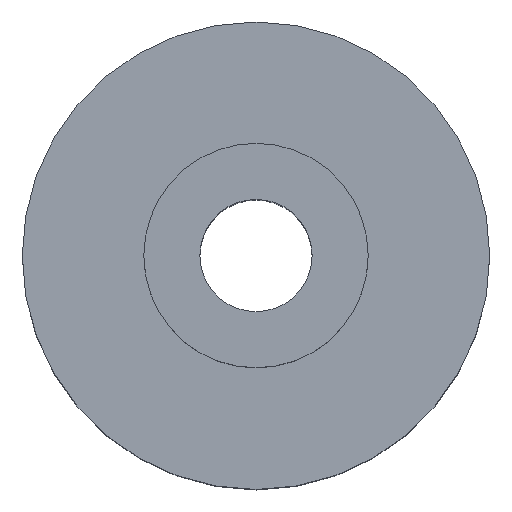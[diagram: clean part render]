
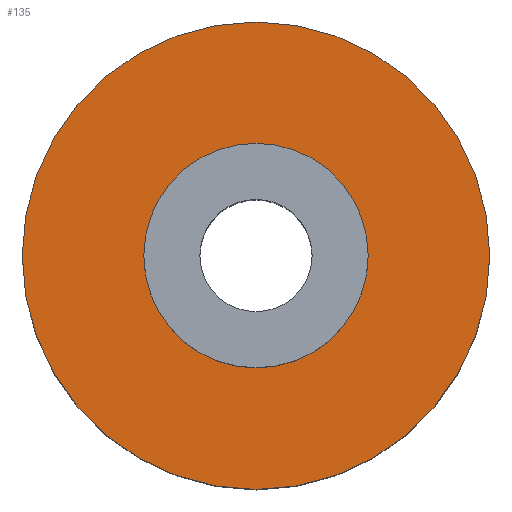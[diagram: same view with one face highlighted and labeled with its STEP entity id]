
A CAD part, top view. The second image highlights one B-rep face of the part: STEP entity #135.
In plain terms, the highlighted planar face has unit normal (0, 0, 1).
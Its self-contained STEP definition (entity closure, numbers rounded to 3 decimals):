
#73 = CYLINDRICAL_SURFACE('',#74,12.5);
#74 = AXIS2_PLACEMENT_3D('',#75,#76,#77);
#75 = CARTESIAN_POINT('',(0.,0.,0.));
#76 = DIRECTION('',(0.,0.,1.));
#77 = DIRECTION('',(1.,0.,0.));
#89 = VERTEX_POINT('',#90);
#90 = CARTESIAN_POINT('',(12.5,0.,15.));
#109 = EDGE_CURVE('',#89,#89,#110,.T.);
#110 = SURFACE_CURVE('',#111,(#116,#122),.PCURVE_S1.);
#111 = CIRCLE('',#112,12.5);
#112 = AXIS2_PLACEMENT_3D('',#113,#114,#115);
#113 = CARTESIAN_POINT('',(0.,0.,15.));
#114 = DIRECTION('',(0.,0.,-1.));
#115 = DIRECTION('',(1.,0.,0.));
#116 = PCURVE('',#73,#117);
#117 = DEFINITIONAL_REPRESENTATION('',(#118),#121);
#118 = B_SPLINE_CURVE_WITH_KNOTS('',1,(#119,#120),.UNSPECIFIED.,.F.,.F.,
  (2,2),(0.,6.283),.PIECEWISE_BEZIER_KNOTS.);
#119 = CARTESIAN_POINT('',(0.,15.));
#120 = CARTESIAN_POINT('',(-6.283,15.));
#121 = ( GEOMETRIC_REPRESENTATION_CONTEXT(2) 
PARAMETRIC_REPRESENTATION_CONTEXT() REPRESENTATION_CONTEXT('2D SPACE',''
  ) );
#122 = PCURVE('',#123,#128);
#123 = PLANE('',#124);
#124 = AXIS2_PLACEMENT_3D('',#125,#126,#127);
#125 = CARTESIAN_POINT('',(0.,0.,15.));
#126 = DIRECTION('',(0.,0.,-1.));
#127 = DIRECTION('',(1.,0.,0.));
#128 = DEFINITIONAL_REPRESENTATION('',(#129),#133);
#129 = CIRCLE('',#130,12.5);
#130 = AXIS2_PLACEMENT_2D('',#131,#132);
#131 = CARTESIAN_POINT('',(0.,0.));
#132 = DIRECTION('',(1.,0.));
#133 = ( GEOMETRIC_REPRESENTATION_CONTEXT(2) 
PARAMETRIC_REPRESENTATION_CONTEXT() REPRESENTATION_CONTEXT('2D SPACE',''
  ) );
#135 = ADVANCED_FACE('',(#136,#139),#123,.F.);
#136 = FACE_BOUND('',#137,.F.);
#137 = EDGE_LOOP('',(#138));
#138 = ORIENTED_EDGE('',*,*,#109,.T.);
#139 = FACE_BOUND('',#140,.F.);
#140 = EDGE_LOOP('',(#141));
#141 = ORIENTED_EDGE('',*,*,#142,.F.);
#142 = EDGE_CURVE('',#143,#143,#145,.T.);
#143 = VERTEX_POINT('',#144);
#144 = CARTESIAN_POINT('',(6.,0.,15.));
#145 = SURFACE_CURVE('',#146,(#151,#158),.PCURVE_S1.);
#146 = CIRCLE('',#147,6.);
#147 = AXIS2_PLACEMENT_3D('',#148,#149,#150);
#148 = CARTESIAN_POINT('',(0.,0.,15.));
#149 = DIRECTION('',(0.,0.,-1.));
#150 = DIRECTION('',(1.,0.,0.));
#151 = PCURVE('',#123,#152);
#152 = DEFINITIONAL_REPRESENTATION('',(#153),#157);
#153 = CIRCLE('',#154,6.);
#154 = AXIS2_PLACEMENT_2D('',#155,#156);
#155 = CARTESIAN_POINT('',(0.,0.));
#156 = DIRECTION('',(1.,0.));
#157 = ( GEOMETRIC_REPRESENTATION_CONTEXT(2) 
PARAMETRIC_REPRESENTATION_CONTEXT() REPRESENTATION_CONTEXT('2D SPACE',''
  ) );
#158 = PCURVE('',#159,#164);
#159 = CYLINDRICAL_SURFACE('',#160,6.);
#160 = AXIS2_PLACEMENT_3D('',#161,#162,#163);
#161 = CARTESIAN_POINT('',(0.,0.,15.));
#162 = DIRECTION('',(0.,0.,1.));
#163 = DIRECTION('',(1.,0.,0.));
#164 = DEFINITIONAL_REPRESENTATION('',(#165),#168);
#165 = B_SPLINE_CURVE_WITH_KNOTS('',1,(#166,#167),.UNSPECIFIED.,.F.,.F.,
  (2,2),(0.,6.283),.PIECEWISE_BEZIER_KNOTS.);
#166 = CARTESIAN_POINT('',(0.,0.));
#167 = CARTESIAN_POINT('',(-6.283,0.));
#168 = ( GEOMETRIC_REPRESENTATION_CONTEXT(2) 
PARAMETRIC_REPRESENTATION_CONTEXT() REPRESENTATION_CONTEXT('2D SPACE',''
  ) );
